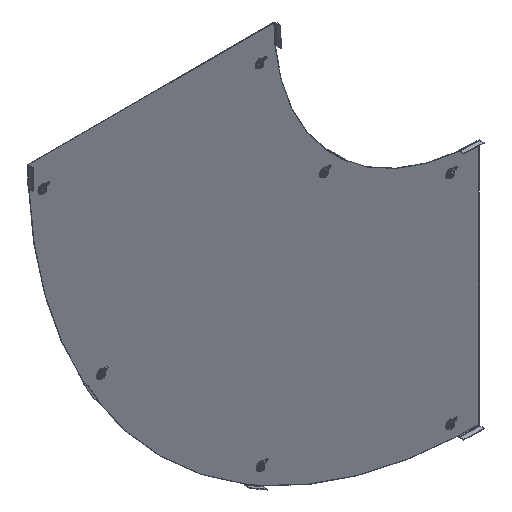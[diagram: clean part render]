
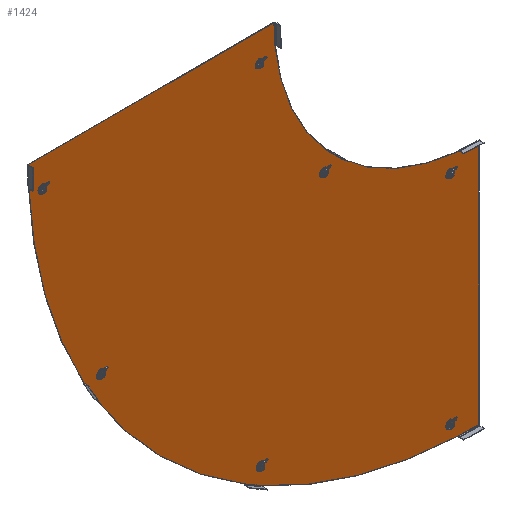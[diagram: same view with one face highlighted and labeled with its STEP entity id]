
A CAD part, isometric view. The second image highlights one B-rep face of the part: STEP entity #1424.
In plain terms, the highlighted planar face has unit normal (0, -1, 0).
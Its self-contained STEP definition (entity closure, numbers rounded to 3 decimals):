
#139=CARTESIAN_POINT('',(-922.317,0.,-532.5));
#140=DIRECTION('',(0.,1.,0.));
#141=DIRECTION('',(0.,0.,1.));
#142=AXIS2_PLACEMENT_3D('',#139,#140,#141);
#144=CARTESIAN_POINT('',(-922.317,0.,-532.5));
#145=DIRECTION('',(0.,1.,0.));
#146=DIRECTION('',(0.,0.,-1.));
#147=AXIS2_PLACEMENT_3D('',#144,#145,#146);
#149=CARTESIAN_POINT('',(-1065.,0.,-70.));
#150=DIRECTION('',(0.,1.,0.));
#151=DIRECTION('',(0.,0.,1.));
#152=AXIS2_PLACEMENT_3D('',#149,#150,#151);
#154=CARTESIAN_POINT('',(-1065.,0.,-70.));
#155=DIRECTION('',(0.,1.,0.));
#156=DIRECTION('',(0.,0.,-1.));
#157=AXIS2_PLACEMENT_3D('',#154,#155,#156);
#159=CARTESIAN_POINT('',(-535.,0.,-70.));
#160=DIRECTION('',(0.,1.,0.));
#161=DIRECTION('',(0.,0.,1.));
#162=AXIS2_PLACEMENT_3D('',#159,#160,#161);
#164=CARTESIAN_POINT('',(-535.,0.,-70.));
#165=DIRECTION('',(0.,1.,0.));
#166=DIRECTION('',(0.,0.,-1.));
#167=AXIS2_PLACEMENT_3D('',#164,#165,#166);
#169=CARTESIAN_POINT('',(-70.,0.,-535.));
#170=DIRECTION('',(0.,-1.,0.));
#171=DIRECTION('',(1.,0.,0.));
#172=AXIS2_PLACEMENT_3D('',#169,#170,#171);
#174=CARTESIAN_POINT('',(-70.,0.,-535.));
#175=DIRECTION('',(0.,-1.,0.));
#176=DIRECTION('',(-1.,0.,0.));
#177=AXIS2_PLACEMENT_3D('',#174,#175,#176);
#179=CARTESIAN_POINT('',(-70.,0.,-1065.));
#180=DIRECTION('',(0.,-1.,0.));
#181=DIRECTION('',(1.,0.,0.));
#182=AXIS2_PLACEMENT_3D('',#179,#180,#181);
#184=CARTESIAN_POINT('',(-70.,0.,-1065.));
#185=DIRECTION('',(0.,-1.,0.));
#186=DIRECTION('',(-1.,0.,0.));
#187=AXIS2_PLACEMENT_3D('',#184,#185,#186);
#189=CARTESIAN_POINT('',(-532.5,0.,-922.317));
#190=DIRECTION('',(0.,-1.,0.));
#191=DIRECTION('',(1.,0.,0.));
#192=AXIS2_PLACEMENT_3D('',#189,#190,#191);
#194=CARTESIAN_POINT('',(-532.5,0.,-922.317));
#195=DIRECTION('',(0.,-1.,0.));
#196=DIRECTION('',(-1.,0.,0.));
#197=AXIS2_PLACEMENT_3D('',#194,#195,#196);
#199=DIRECTION('',(-0.5,0.,0.866));
#200=VECTOR('',#199,50.);
#201=CARTESIAN_POINT('',(-939.882,0.,-571.509));
#202=LINE('',#201,#200);
#203=CARTESIAN_POINT('',(0.,0.,0.));
#204=DIRECTION('',(0.,-1.,0.));
#205=DIRECTION('',(-0.999,0.,-0.045));
#206=AXIS2_PLACEMENT_3D('',#203,#204,#205);
#208=DIRECTION('',(-0.023,0.,1.));
#209=VECTOR('',#208,50.013);
#210=CARTESIAN_POINT('',(-1098.863,0.,-50.));
#211=LINE('',#210,#209);
#212=DIRECTION('',(-1.,0.,0.));
#213=VECTOR('',#212,599.996);
#214=CARTESIAN_POINT('',(-500.,0.,0.));
#215=LINE('',#214,#213);
#216=DIRECTION('',(-0.05,0.,0.999));
#217=VECTOR('',#216,50.063);
#218=CARTESIAN_POINT('',(-497.494,0.,-50.));
#219=LINE('',#218,#217);
#220=CARTESIAN_POINT('',(0.,0.,0.));
#221=DIRECTION('',(0.,1.,0.));
#222=DIRECTION('',(-0.742,0.,-0.671));
#223=AXIS2_PLACEMENT_3D('',#220,#221,#222);
#225=DIRECTION('',(0.707,0.,-0.707));
#226=VECTOR('',#225,25.);
#227=CARTESIAN_POINT('',(-370.789,0.,-335.434));
#228=LINE('',#227,#226);
#229=DIRECTION('',(-0.707,0.,0.707));
#230=VECTOR('',#229,25.);
#231=CARTESIAN_POINT('',(-335.434,0.,-370.789));
#232=LINE('',#231,#230);
#233=CARTESIAN_POINT('',(0.,0.,0.));
#234=DIRECTION('',(0.,-1.,0.));
#235=DIRECTION('',(-0.671,0.,-0.742));
#236=AXIS2_PLACEMENT_3D('',#233,#234,#235);
#238=DIRECTION('',(0.999,0.,-0.05));
#239=VECTOR('',#238,50.063);
#240=CARTESIAN_POINT('',(-50.,0.,-497.494));
#241=LINE('',#240,#239);
#242=DIRECTION('',(0.,0.,-1.));
#243=VECTOR('',#242,599.996);
#244=CARTESIAN_POINT('',(0.,0.,-500.));
#245=LINE('',#244,#243);
#246=DIRECTION('',(1.,0.,-0.023));
#247=VECTOR('',#246,50.013);
#248=CARTESIAN_POINT('',(-50.,0.,-1098.863));
#249=LINE('',#248,#247);
#250=CARTESIAN_POINT('',(0.,0.,0.));
#251=DIRECTION('',(0.,1.,0.));
#252=DIRECTION('',(-0.045,0.,-0.999));
#253=AXIS2_PLACEMENT_3D('',#250,#251,#252);
#255=DIRECTION('',(0.866,0.,-0.5));
#256=VECTOR('',#255,50.);
#257=CARTESIAN_POINT('',(-571.509,0.,-939.882));
#258=LINE('',#257,#256);
#259=CARTESIAN_POINT('',(-378.302,0.,-378.302));
#260=DIRECTION('',(0.,-1.,0.));
#261=DIRECTION('',(1.,0.,0.));
#262=AXIS2_PLACEMENT_3D('',#259,#260,#261);
#264=CARTESIAN_POINT('',(-378.302,0.,-378.302));
#265=DIRECTION('',(0.,-1.,0.));
#266=DIRECTION('',(-1.,0.,0.));
#267=AXIS2_PLACEMENT_3D('',#264,#265,#266);
#318=CARTESIAN_POINT('',(0.,0.,0.));
#319=DIRECTION('',(0.,-1.,0.));
#320=DIRECTION('',(-0.854,0.,-0.52));
#321=AXIS2_PLACEMENT_3D('',#318,#319,#320);
#1035=CARTESIAN_POINT('',(-571.509,0.,-939.882));
#1036=VERTEX_POINT('',#1035);
#1037=CARTESIAN_POINT('',(-528.207,0.,-964.882));
#1038=VERTEX_POINT('',#1037);
#1045=CARTESIAN_POINT('',(-50.,0.,-1098.863));
#1046=VERTEX_POINT('',#1045);
#1055=CARTESIAN_POINT('',(0.,0.,
-1099.996));
#1056=VERTEX_POINT('',#1055);
#1072=CARTESIAN_POINT('',(0.,0.,-500.));
#1073=VERTEX_POINT('',#1072);
#1082=CARTESIAN_POINT('',(-50.,0.,-497.494));
#1083=VERTEX_POINT('',#1082);
#1087=CARTESIAN_POINT('',(-335.434,0.,-370.789));
#1088=VERTEX_POINT('',#1087);
#1097=CARTESIAN_POINT('',(-61.75,0.,-535.));
#1098=CARTESIAN_POINT('',(-78.25,0.,-535.));
#1099=VERTEX_POINT('',#1097);
#1100=VERTEX_POINT('',#1098);
#1102=CARTESIAN_POINT('',(-61.75,0.,-1065.));
#1104=VERTEX_POINT('',#1102);
#1106=CARTESIAN_POINT('',(-78.25,0.,-1065.));
#1108=VERTEX_POINT('',#1106);
#1113=CARTESIAN_POINT('',(-524.25,0.,-922.317));
#1114=CARTESIAN_POINT('',(-540.75,0.,-922.317));
#1115=VERTEX_POINT('',#1113);
#1116=VERTEX_POINT('',#1114);
#1153=CARTESIAN_POINT('',(-939.882,0.,-571.509));
#1154=VERTEX_POINT('',#1153);
#1155=CARTESIAN_POINT('',(-964.882,0.,-528.207));
#1156=VERTEX_POINT('',#1155);
#1163=CARTESIAN_POINT('',(-1098.863,0.,-50.));
#1164=VERTEX_POINT('',#1163);
#1173=CARTESIAN_POINT('',(-1099.996,0.,
0.));
#1174=VERTEX_POINT('',#1173);
#1178=CARTESIAN_POINT('',(-500.,0.,0.));
#1179=VERTEX_POINT('',#1178);
#1188=CARTESIAN_POINT('',(-497.494,0.,-50.));
#1189=VERTEX_POINT('',#1188);
#1193=CARTESIAN_POINT('',(-370.789,0.,-335.434));
#1194=VERTEX_POINT('',#1193);
#1203=CARTESIAN_POINT('',(-535.,0.,-61.75));
#1204=CARTESIAN_POINT('',(-535.,0.,-78.25));
#1205=VERTEX_POINT('',#1203);
#1206=VERTEX_POINT('',#1204);
#1208=CARTESIAN_POINT('',(-1065.,0.,-61.75));
#1210=VERTEX_POINT('',#1208);
#1212=CARTESIAN_POINT('',(-1065.,0.,-78.25));
#1214=VERTEX_POINT('',#1212);
#1219=CARTESIAN_POINT('',(-922.317,0.,-524.25));
#1220=CARTESIAN_POINT('',(-922.317,0.,-540.75));
#1221=VERTEX_POINT('',#1219);
#1222=VERTEX_POINT('',#1220);
#1225=CARTESIAN_POINT('',(-353.111,0.,-353.111));
#1226=VERTEX_POINT('',#1225);
#1235=CARTESIAN_POINT('',(-370.052,0.,-378.302));
#1236=CARTESIAN_POINT('',(-386.552,0.,-378.302));
#1237=VERTEX_POINT('',#1235);
#1238=VERTEX_POINT('',#1236);
#1347=CARTESIAN_POINT('',(0.,0.,0.));
#1348=DIRECTION('',(0.,1.,0.));
#1349=DIRECTION('',(1.,0.,0.));
#1350=AXIS2_PLACEMENT_3D('',#1347,#1348,#1349);
#1351=PLANE('',#1350);
#1353=ORIENTED_EDGE('',*,*,#1352,.F.);
#1355=ORIENTED_EDGE('',*,*,#1354,.T.);
#1357=ORIENTED_EDGE('',*,*,#1356,.F.);
#1359=ORIENTED_EDGE('',*,*,#1358,.T.);
#1361=ORIENTED_EDGE('',*,*,#1360,.F.);
#1363=ORIENTED_EDGE('',*,*,#1362,.F.);
#1365=ORIENTED_EDGE('',*,*,#1364,.F.);
#1367=ORIENTED_EDGE('',*,*,#1366,.T.);
#1369=ORIENTED_EDGE('',*,*,#1368,.F.);
#1371=ORIENTED_EDGE('',*,*,#1370,.T.);
#1373=ORIENTED_EDGE('',*,*,#1372,.T.);
#1375=ORIENTED_EDGE('',*,*,#1374,.T.);
#1377=ORIENTED_EDGE('',*,*,#1376,.F.);
#1379=ORIENTED_EDGE('',*,*,#1378,.T.);
#1381=ORIENTED_EDGE('',*,*,#1380,.F.);
#1382=EDGE_LOOP('',(#1353,#1355,#1357,#1359,#1361,#1363,#1365,#1367,#1369,#1371,
#1373,#1375,#1377,#1379,#1381));
#1383=FACE_OUTER_BOUND('',#1382,.F.);
#1385=ORIENTED_EDGE('',*,*,#1384,.F.);
#1387=ORIENTED_EDGE('',*,*,#1386,.F.);
#1388=EDGE_LOOP('',(#1385,#1387));
#1389=FACE_BOUND('',#1388,.F.);
#1391=ORIENTED_EDGE('',*,*,#1390,.F.);
#1393=ORIENTED_EDGE('',*,*,#1392,.F.);
#1394=EDGE_LOOP('',(#1391,#1393));
#1395=FACE_BOUND('',#1394,.F.);
#1397=ORIENTED_EDGE('',*,*,#1396,.T.);
#1399=ORIENTED_EDGE('',*,*,#1398,.T.);
#1400=EDGE_LOOP('',(#1397,#1399));
#1401=FACE_BOUND('',#1400,.F.);
#1403=ORIENTED_EDGE('',*,*,#1402,.T.);
#1405=ORIENTED_EDGE('',*,*,#1404,.T.);
#1406=EDGE_LOOP('',(#1403,#1405));
#1407=FACE_BOUND('',#1406,.F.);
#1409=ORIENTED_EDGE('',*,*,#1408,.T.);
#1411=ORIENTED_EDGE('',*,*,#1410,.T.);
#1412=EDGE_LOOP('',(#1409,#1411));
#1413=FACE_BOUND('',#1412,.F.);
#1414=ORIENTED_EDGE('',*,*,#1327,.F.);
#1415=ORIENTED_EDGE('',*,*,#1341,.F.);
#1416=EDGE_LOOP('',(#1414,#1415));
#1417=FACE_BOUND('',#1416,.F.);
#1419=ORIENTED_EDGE('',*,*,#1418,.T.);
#1421=ORIENTED_EDGE('',*,*,#1420,.T.);
#1422=EDGE_LOOP('',(#1419,#1421));
#1423=FACE_BOUND('',#1422,.F.);
#1424=ADVANCED_FACE('',(#1383,#1389,#1395,#1401,#1407,#1413,#1417,#1423),#1351,
.F.);
#143=CIRCLE('',#142,8.25);
#148=CIRCLE('',#147,8.25);
#153=CIRCLE('',#152,8.25);
#158=CIRCLE('',#157,8.25);
#163=CIRCLE('',#162,8.25);
#168=CIRCLE('',#167,8.25);
#173=CIRCLE('',#172,8.25);
#178=CIRCLE('',#177,8.25);
#183=CIRCLE('',#182,8.25);
#188=CIRCLE('',#187,8.25);
#193=CIRCLE('',#192,8.25);
#198=CIRCLE('',#197,8.25);
#207=CIRCLE('',#206,1100.);
#224=CIRCLE('',#223,500.);
#237=CIRCLE('',#236,500.);
#254=CIRCLE('',#253,1100.);
#263=CIRCLE('',#262,8.25);
#268=CIRCLE('',#267,8.25);
#322=CIRCLE('',#321,1100.);
#1327=EDGE_CURVE('',#1221,#1222,#143,.T.);
#1341=EDGE_CURVE('',#1222,#1221,#148,.T.);
#1352=EDGE_CURVE('',#1154,#1036,#322,.T.);
#1354=EDGE_CURVE('',#1154,#1156,#202,.T.);
#1356=EDGE_CURVE('',#1164,#1156,#207,.T.);
#1358=EDGE_CURVE('',#1164,#1174,#211,.T.);
#1360=EDGE_CURVE('',#1179,#1174,#215,.T.);
#1362=EDGE_CURVE('',#1189,#1179,#219,.T.);
#1364=EDGE_CURVE('',#1194,#1189,#224,.T.);
#1366=EDGE_CURVE('',#1194,#1226,#228,.T.);
#1368=EDGE_CURVE('',#1088,#1226,#232,.T.);
#1370=EDGE_CURVE('',#1088,#1083,#237,.T.);
#1372=EDGE_CURVE('',#1083,#1073,#241,.T.);
#1374=EDGE_CURVE('',#1073,#1056,#245,.T.);
#1376=EDGE_CURVE('',#1046,#1056,#249,.T.);
#1378=EDGE_CURVE('',#1046,#1038,#254,.T.);
#1380=EDGE_CURVE('',#1036,#1038,#258,.T.);
#1384=EDGE_CURVE('',#1210,#1214,#153,.T.);
#1386=EDGE_CURVE('',#1214,#1210,#158,.T.);
#1390=EDGE_CURVE('',#1205,#1206,#163,.T.);
#1392=EDGE_CURVE('',#1206,#1205,#168,.T.);
#1396=EDGE_CURVE('',#1099,#1100,#173,.T.);
#1398=EDGE_CURVE('',#1100,#1099,#178,.T.);
#1402=EDGE_CURVE('',#1104,#1108,#183,.T.);
#1404=EDGE_CURVE('',#1108,#1104,#188,.T.);
#1408=EDGE_CURVE('',#1115,#1116,#193,.T.);
#1410=EDGE_CURVE('',#1116,#1115,#198,.T.);
#1418=EDGE_CURVE('',#1237,#1238,#263,.T.);
#1420=EDGE_CURVE('',#1238,#1237,#268,.T.);
